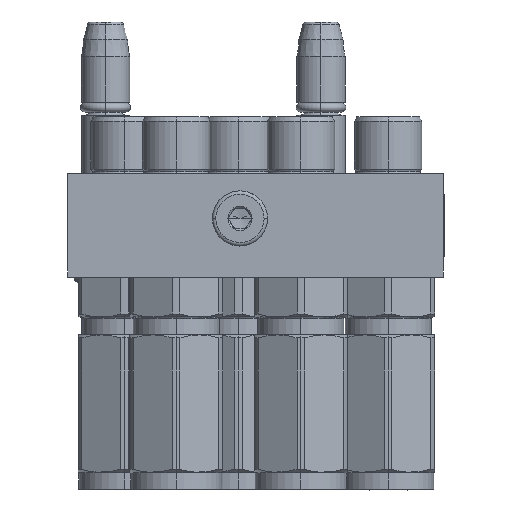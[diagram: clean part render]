
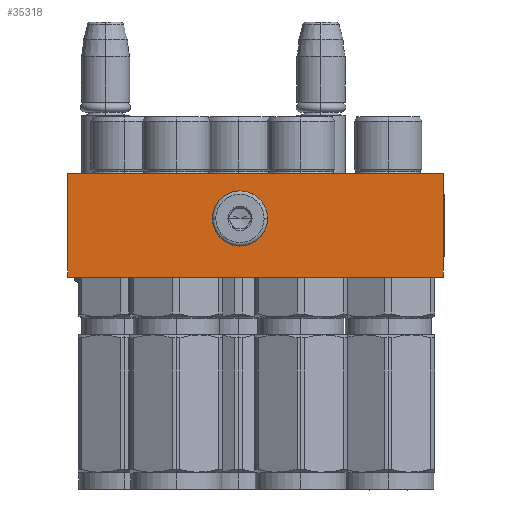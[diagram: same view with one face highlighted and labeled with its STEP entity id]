
A CAD part, front view. The second image highlights one B-rep face of the part: STEP entity #35318.
In plain terms, the highlighted face is planar.
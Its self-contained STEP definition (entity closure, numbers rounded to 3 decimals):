
#165 = CARTESIAN_POINT ( 'NONE',  ( 0.686, 12.315, -50. ) ) ;
#192 = EDGE_CURVE ( 'NONE', #3017, #19433, #11958, .T. ) ;
#624 = VERTEX_POINT ( 'NONE', #44256 ) ;
#1668 = CARTESIAN_POINT ( 'NONE',  ( -3.135, 18.085, -50. ) ) ;
#3017 = VERTEX_POINT ( 'NONE', #47303 ) ;
#3069 = ORIENTED_EDGE ( 'NONE', *, *, #12698, .F. ) ;
#3793 = CARTESIAN_POINT ( 'NONE',  ( -7.707, 17.175, -50. ) ) ;
#3873 = FACE_BOUND ( 'NONE', #13715, .T. ) ;
#4078 = CARTESIAN_POINT ( 'NONE',  ( -9.653, 12.15, -50. ) ) ;
#4261 = CARTESIAN_POINT ( 'NONE',  ( -4.5, 7.78, -50. ) ) ;
#4323 = CARTESIAN_POINT ( 'NONE',  ( 0.586, 11.815, -50. ) ) ;
#5634 = AXIS2_PLACEMENT_3D ( 'NONE', #40653, #16046, #15874 ) ;
#5838 = CARTESIAN_POINT ( 'NONE',  ( 54.5, 30., -50. ) ) ;
#7702 = CARTESIAN_POINT ( 'NONE',  ( -9.72, 12.827, -50. ) ) ;
#9182 = ORIENTED_EDGE ( 'NONE', *, *, #46590, .T. ) ;
#10987 = CARTESIAN_POINT ( 'NONE',  ( -9.72, 13., -50. ) ) ;
#11342 = CARTESIAN_POINT ( 'NONE',  ( -4.5, 7.78, -50. ) ) ;
#11616 = CARTESIAN_POINT ( 'NONE',  ( 0.72, 13., -50. ) ) ;
#11958 = LINE ( 'NONE', #30070, #37686 ) ;
#12332 = CARTESIAN_POINT ( 'NONE',  ( -9.711, 12.656, -50. ) ) ;
#12353 = ORIENTED_EDGE ( 'NONE', *, *, #39935, .T. ) ;
#12698 = EDGE_CURVE ( 'NONE', #19433, #40317, #31916, .T. ) ;
#13315 = VERTEX_POINT ( 'NONE', #11616 ) ;
#13656 = ORIENTED_EDGE ( 'NONE', *, *, #48362, .T. ) ;
#13715 = EDGE_LOOP ( 'NONE', ( #12353, #47916, #34149 ) ) ;
#14414 = CARTESIAN_POINT ( 'NONE',  ( 0.72, 13., -50. ) ) ;
#14597 = CARTESIAN_POINT ( 'NONE',  ( 0.678, 13.683, -50. ) ) ;
#14619 = ORIENTED_EDGE ( 'NONE', *, *, #192, .F. ) ;
#15465 = CARTESIAN_POINT ( 'NONE',  ( -3.815, 7.78, -50. ) ) ;
#15716 = CARTESIAN_POINT ( 'NONE',  ( -5.865, 18.084, -50. ) ) ;
#15874 = DIRECTION ( 'NONE',  ( -1., 0., 0. ) ) ;
#16046 = DIRECTION ( 'NONE',  ( 0., 0., -1. ) ) ;
#16362 = CARTESIAN_POINT ( 'NONE',  ( 0.72, 13., -50. ) ) ;
#16761 = B_SPLINE_CURVE_WITH_KNOTS ( 'NONE', 3,
 ( #44880, #7702, #12332, #28682, #4078, #49335, #24377, #37130, #53095, #36426, #28507, #41079, #24548, #4261 ),
 .UNSPECIFIED., .F., .F.,
 ( 4, 2, 2, 2, 2, 2, 4 ),
 ( 0., 0.031, 0.063, 0.125, 0.25, 0.375, 0.5 ),
 .UNSPECIFIED. ) ;
#16974 = EDGE_CURVE ( 'NONE', #624, #13315, #44432, .T. ) ;
#17133 = CARTESIAN_POINT ( 'NONE',  ( -7.13, 17.561, -50. ) ) ;
#19433 = VERTEX_POINT ( 'NONE', #5838 ) ;
#19989 = CARTESIAN_POINT ( 'NONE',  ( -9.446, 14.679, -50. ) ) ;
#20448 = CARTESIAN_POINT ( 'NONE',  ( 0.388, 11.16, -50. ) ) ;
#20958 = VECTOR ( 'NONE', #39810, 1000. ) ;
#21663 = VECTOR ( 'NONE', #27197, 1000. ) ;
#22110 = CARTESIAN_POINT ( 'NONE',  ( 0.653, 13.85, -50. ) ) ;
#23346 = CARTESIAN_POINT ( 'NONE',  ( 54.5, 0., -50. ) ) ;
#23388 = CARTESIAN_POINT ( 'NONE',  ( -54.5, 0., -50. ) ) ;
#24377 = CARTESIAN_POINT ( 'NONE',  ( -9.454, 11.319, -50. ) ) ;
#24548 = CARTESIAN_POINT ( 'NONE',  ( -5.185, 7.78, -50. ) ) ;
#24721 = CARTESIAN_POINT ( 'NONE',  ( -3.815, 18.22, -50. ) ) ;
#24744 = VERTEX_POINT ( 'NONE', #10987 ) ;
#26262 = EDGE_CURVE ( 'NONE', #13315, #24744, #36879, .T. ) ;
#26327 = VECTOR ( 'NONE', #27500, 1000. ) ;
#27197 = DIRECTION ( 'NONE',  ( 0., 1., 0. ) ) ;
#27500 = DIRECTION ( 'NONE',  ( -1., 0., 0. ) ) ;
#28044 = CARTESIAN_POINT ( 'NONE',  ( -1.87, 8.439, -50. ) ) ;
#28315 = CARTESIAN_POINT ( 'NONE',  ( -8.675, 16.207, -50. ) ) ;
#28507 = CARTESIAN_POINT ( 'NONE',  ( -7.13, 8.44, -50. ) ) ;
#28682 = CARTESIAN_POINT ( 'NONE',  ( -9.678, 12.317, -50. ) ) ;
#28918 = CARTESIAN_POINT ( 'NONE',  ( -0.325, 9.793, -50. ) ) ;
#29551 = CARTESIAN_POINT ( 'NONE',  ( -5.185, 18.22, -50. ) ) ;
#30070 = CARTESIAN_POINT ( 'NONE',  ( 54.5, 0., -50. ) ) ;
#30803 = CARTESIAN_POINT ( 'NONE',  ( -54.5, 30., -50. ) ) ;
#30893 = CARTESIAN_POINT ( 'NONE',  ( -9.72, 13., -50. ) ) ;
#31916 = LINE ( 'NONE', #52532, #20958 ) ;
#33103 = CARTESIAN_POINT ( 'NONE',  ( -9.545, 14.353, -50. ) ) ;
#34149 = ORIENTED_EDGE ( 'NONE', *, *, #26262, .T. ) ;
#34158 = EDGE_LOOP ( 'NONE', ( #13656, #3069, #14619, #9182 ) ) ;
#34353 = CARTESIAN_POINT ( 'NONE',  ( -1.293, 17.175, -50. ) ) ;
#34390 = CARTESIAN_POINT ( 'NONE',  ( -9.388, 14.84, -50. ) ) ;
#35210 = VERTEX_POINT ( 'NONE', #23388 ) ;
#35318 = ADVANCED_FACE ( 'NONE', ( #3873, #49470 ), #48718, .T. ) ;
#36426 = CARTESIAN_POINT ( 'NONE',  ( -7.707, 8.825, -50. ) ) ;
#36879 = B_SPLINE_CURVE_WITH_KNOTS ( 'NONE', 3,
 ( #14414, #39216, #38678, #14597, #22110, #43343, #46910, #38859, #47436, #34353, #38496, #1668, #24721, #29551, #15716, #17133, #3793, #28315, #45552, #34390, #19989, #33103, #46391, #44976, #44579, #30893 ),
 .UNSPECIFIED., .F., .F.,
 ( 4, 2, 2, 2, 2, 2, 2, 2, 2, 2, 2, 2, 4 ),
 ( 0., 0.031, 0.062, 0.125, 0.25, 0.375, 0.5, 0.625, 0.75, 0.875, 0.906, 0.937, 1. ),
 .UNSPECIFIED. ) ;
#37130 = CARTESIAN_POINT ( 'NONE',  ( -9.061, 10.37, -50. ) ) ;
#37686 = VECTOR ( 'NONE', #38005, 1000. ) ;
#38005 = DIRECTION ( 'NONE',  ( 0., 1., 0. ) ) ;
#38496 = CARTESIAN_POINT ( 'NONE',  ( -1.87, 17.56, -50. ) ) ;
#38678 = CARTESIAN_POINT ( 'NONE',  ( 0.711, 13.344, -50. ) ) ;
#38859 = CARTESIAN_POINT ( 'NONE',  ( 0.061, 15.63, -50. ) ) ;
#39216 = CARTESIAN_POINT ( 'NONE',  ( 0.72, 13.173, -50. ) ) ;
#39810 = DIRECTION ( 'NONE',  ( -1., 0., 0. ) ) ;
#39935 = EDGE_CURVE ( 'NONE', #24744, #624, #16761, .T. ) ;
#40317 = VERTEX_POINT ( 'NONE', #30803 ) ;
#40653 = CARTESIAN_POINT ( 'NONE',  ( 54.5, 0., -50. ) ) ;
#41079 = CARTESIAN_POINT ( 'NONE',  ( -5.865, 7.915, -50. ) ) ;
#41118 = LINE ( 'NONE', #23346, #26327 ) ;
#41320 = CARTESIAN_POINT ( 'NONE',  ( -1.293, 8.825, -50. ) ) ;
#41498 = CARTESIAN_POINT ( 'NONE',  ( 0.061, 10.371, -50. ) ) ;
#43343 = CARTESIAN_POINT ( 'NONE',  ( 0.553, 14.354, -50. ) ) ;
#44256 = CARTESIAN_POINT ( 'NONE',  ( -4.5, 7.78, -50. ) ) ;
#44432 = B_SPLINE_CURVE_WITH_KNOTS ( 'NONE', 3,
 ( #11342, #15465, #48519, #28044, #41320, #28918, #41498, #20448, #45450, #49743, #4323, #165, #45108, #16362 ),
 .UNSPECIFIED., .F., .F.,
 ( 4, 2, 2, 2, 2, 2, 4 ),
 ( 0.5, 0.625, 0.75, 0.875, 0.906, 0.938, 1. ),
 .UNSPECIFIED. ) ;
#44579 = CARTESIAN_POINT ( 'NONE',  ( -9.719, 13.346, -50. ) ) ;
#44880 = CARTESIAN_POINT ( 'NONE',  ( -9.72, 13., -50. ) ) ;
#44976 = CARTESIAN_POINT ( 'NONE',  ( -9.686, 13.685, -50. ) ) ;
#45108 = CARTESIAN_POINT ( 'NONE',  ( 0.719, 12.654, -50. ) ) ;
#45450 = CARTESIAN_POINT ( 'NONE',  ( 0.446, 11.321, -50. ) ) ;
#45552 = CARTESIAN_POINT ( 'NONE',  ( -9.061, 15.629, -50. ) ) ;
#46391 = CARTESIAN_POINT ( 'NONE',  ( -9.586, 14.185, -50. ) ) ;
#46590 = EDGE_CURVE ( 'NONE', #3017, #35210, #41118, .T. ) ;
#46910 = CARTESIAN_POINT ( 'NONE',  ( 0.454, 14.681, -50. ) ) ;
#47303 = CARTESIAN_POINT ( 'NONE',  ( 54.5, 0., -50. ) ) ;
#47436 = CARTESIAN_POINT ( 'NONE',  ( -0.325, 16.207, -50. ) ) ;
#47659 = CARTESIAN_POINT ( 'NONE',  ( -54.5, 0., -50. ) ) ;
#47916 = ORIENTED_EDGE ( 'NONE', *, *, #16974, .T. ) ;
#48362 = EDGE_CURVE ( 'NONE', #35210, #40317, #48650, .T. ) ;
#48519 = CARTESIAN_POINT ( 'NONE',  ( -3.135, 7.916, -50. ) ) ;
#48650 = LINE ( 'NONE', #47659, #21663 ) ;
#48718 = PLANE ( 'NONE',  #5634 ) ;
#49335 = CARTESIAN_POINT ( 'NONE',  ( -9.553, 11.646, -50. ) ) ;
#49470 = FACE_OUTER_BOUND ( 'NONE', #34158, .T. ) ;
#49743 = CARTESIAN_POINT ( 'NONE',  ( 0.545, 11.647, -50. ) ) ;
#52532 = CARTESIAN_POINT ( 'NONE',  ( 54.5, 30., -50. ) ) ;
#53095 = CARTESIAN_POINT ( 'NONE',  ( -8.675, 9.793, -50. ) ) ;
